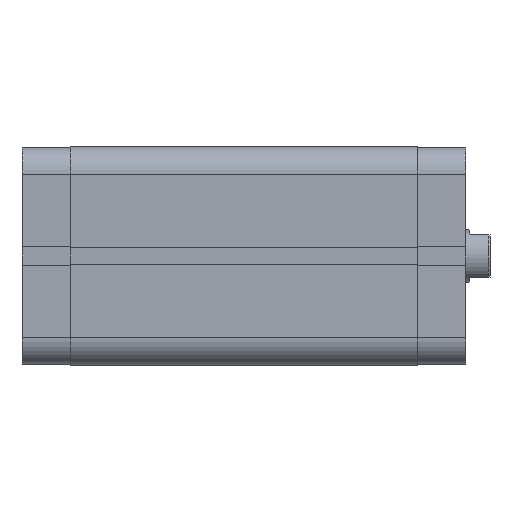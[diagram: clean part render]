
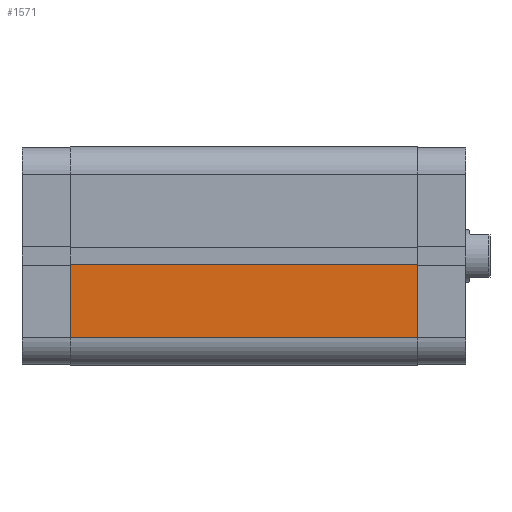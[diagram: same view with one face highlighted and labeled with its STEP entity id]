
A CAD part, front view. The second image highlights one B-rep face of the part: STEP entity #1571.
In plain terms, the highlighted planar face has unit normal (0, -1, 0).
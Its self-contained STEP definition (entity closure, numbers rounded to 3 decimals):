
#9 = VERTEX_POINT ( 'NONE', #287 ) ;
#287 = CARTESIAN_POINT ( 'NONE',  ( -2.6, -33.5, 106.5 ) ) ;
#1218 = CARTESIAN_POINT ( 'NONE',  ( 0., -33.5, 106.5 ) ) ;
#1219 = PLANE ( 'NONE',  #3181 ) ;
#1221 = DIRECTION ( 'NONE',  ( 0., 1., 0. ) ) ;
#1222 = DIRECTION ( 'NONE',  ( 0., 0., 1. ) ) ;
#1571 = ADVANCED_FACE ( 'NONE', ( #3981 ), #1219, .F. ) ;
#1733 = EDGE_LOOP ( 'NONE', ( #2046, #2064, #2034, #2035 ) ) ;
#2034 = ORIENTED_EDGE ( 'NONE', *, *, #2076, .F. ) ;
#2035 = ORIENTED_EDGE ( 'NONE', *, *, #2352, .T. ) ;
#2046 = ORIENTED_EDGE ( 'NONE', *, *, #2704, .T. ) ;
#2064 = ORIENTED_EDGE ( 'NONE', *, *, #2891, .F. ) ;
#2076 = EDGE_CURVE ( 'NONE', #2258, #9, #4095, .T. ) ;
#2258 = VERTEX_POINT ( 'NONE', #4537 ) ;
#2280 = VERTEX_POINT ( 'NONE', #4563 ) ;
#2293 = VERTEX_POINT ( 'NONE', #4576 ) ;
#2352 = EDGE_CURVE ( 'NONE', #2258, #2280, #4216, .T. ) ;
#2704 = EDGE_CURVE ( 'NONE', #2280, #2293, #6126, .T. ) ;
#2891 = EDGE_CURVE ( 'NONE', #9, #2293, #6431, .T. ) ;
#3181 = AXIS2_PLACEMENT_3D ( 'NONE', #1218, #1221, #1222 ) ;
#3981 = FACE_OUTER_BOUND ( 'NONE', #1733, .T. ) ;
#4095 = LINE ( 'NONE', #4493, #4110 ) ;
#4110 = VECTOR ( 'NONE', #4494, 1000. ) ;
#4211 = VECTOR ( 'NONE', #4706, 1000. ) ;
#4216 = LINE ( 'NONE', #4700, #4211 ) ;
#4493 = CARTESIAN_POINT ( 'NONE',  ( 0., -33.5, 106.5 ) ) ;
#4494 = DIRECTION ( 'NONE',  ( 1., 0., 0. ) ) ;
#4537 = CARTESIAN_POINT ( 'NONE',  ( -25., -33.5, 106.5 ) ) ;
#4563 = CARTESIAN_POINT ( 'NONE',  ( -25., -33.5, 0. ) ) ;
#4576 = CARTESIAN_POINT ( 'NONE',  ( -2.6, -33.5, 0. ) ) ;
#4700 = CARTESIAN_POINT ( 'NONE',  ( -25., -33.5, 106.5 ) ) ;
#4706 = DIRECTION ( 'NONE',  ( 0., 0., -1. ) ) ;
#5020 = CARTESIAN_POINT ( 'NONE',  ( 0., -33.5, 0. ) ) ;
#5027 = DIRECTION ( 'NONE',  ( 1., 0., 0. ) ) ;
#5447 = CARTESIAN_POINT ( 'NONE',  ( -2.6, -33.5, 106.5 ) ) ;
#5461 = DIRECTION ( 'NONE',  ( 0., 0., -1. ) ) ;
#6121 = VECTOR ( 'NONE', #5027, 1000. ) ;
#6126 = LINE ( 'NONE', #5020, #6121 ) ;
#6431 = LINE ( 'NONE', #5447, #6439 ) ;
#6439 = VECTOR ( 'NONE', #5461, 1000. ) ;
